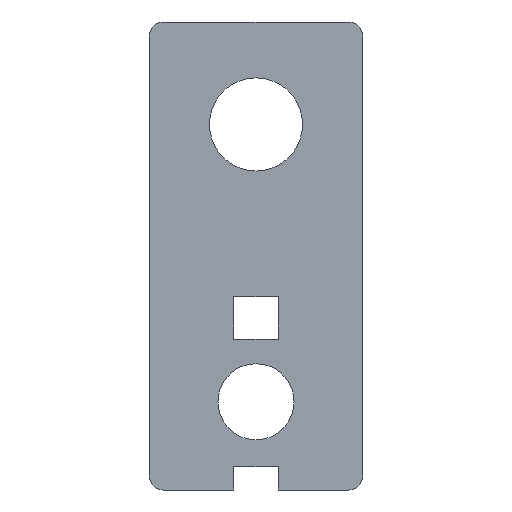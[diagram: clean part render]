
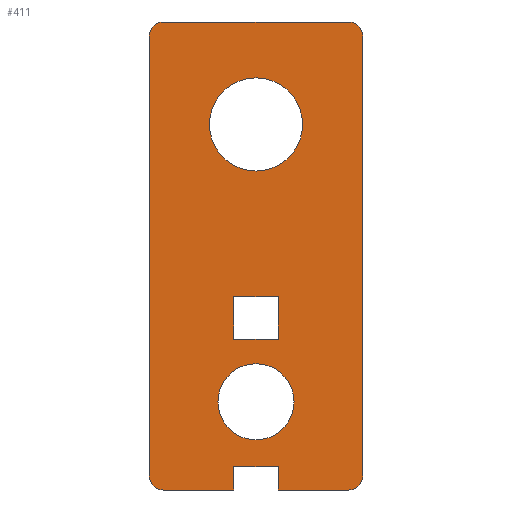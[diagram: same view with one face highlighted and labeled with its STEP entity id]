
A CAD part, left-side view. The second image highlights one B-rep face of the part: STEP entity #411.
In plain terms, the highlighted planar face has unit normal (-1, 0, 0).
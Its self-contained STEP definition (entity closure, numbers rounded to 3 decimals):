
#22=CARTESIAN_POINT('',(0.,-15.,-14.4));
#23=DIRECTION('',(-1.,0.,0.));
#24=DIRECTION('',(0.,0.,1.));
#25=AXIS2_PLACEMENT_3D('',#22,#23,#24);
#27=CARTESIAN_POINT('',(0.,-15.,-14.4));
#28=DIRECTION('',(-1.,0.,0.));
#29=DIRECTION('',(0.,0.,-1.));
#30=AXIS2_PLACEMENT_3D('',#27,#28,#29);
#32=CARTESIAN_POINT('',(0.,-15.,-53.4));
#33=DIRECTION('',(-1.,0.,0.));
#34=DIRECTION('',(0.,0.,1.));
#35=AXIS2_PLACEMENT_3D('',#32,#33,#34);
#37=CARTESIAN_POINT('',(0.,-15.,-53.4));
#38=DIRECTION('',(-1.,0.,0.));
#39=DIRECTION('',(0.,0.,-1.));
#40=AXIS2_PLACEMENT_3D('',#37,#38,#39);
#42=DIRECTION('',(0.,0.,1.));
#43=VECTOR('',#42,6.);
#44=CARTESIAN_POINT('',(0.,-18.1,-44.6));
#45=LINE('',#44,#43);
#46=DIRECTION('',(0.,1.,0.));
#47=VECTOR('',#46,6.2);
#48=CARTESIAN_POINT('',(0.,-18.1,-38.6));
#49=LINE('',#48,#47);
#50=DIRECTION('',(0.,0.,-1.));
#51=VECTOR('',#50,6.);
#52=CARTESIAN_POINT('',(0.,-11.9,-38.6));
#53=LINE('',#52,#51);
#54=DIRECTION('',(0.,-1.,0.));
#55=VECTOR('',#54,6.2);
#56=CARTESIAN_POINT('',(0.,-11.9,-44.6));
#57=LINE('',#56,#55);
#58=DIRECTION('',(0.,0.,1.));
#59=VECTOR('',#58,61.8);
#60=CARTESIAN_POINT('',(0.,0.,-63.8));
#61=LINE('',#60,#59);
#62=DIRECTION('',(0.,-1.,0.));
#63=VECTOR('',#62,26.);
#64=CARTESIAN_POINT('',(0.,-2.,0.));
#65=LINE('',#64,#63);
#66=DIRECTION('',(0.,0.,-1.));
#67=VECTOR('',#66,61.8);
#68=CARTESIAN_POINT('',(0.,-30.,-2.));
#69=LINE('',#68,#67);
#70=DIRECTION('',(0.,1.,0.));
#71=VECTOR('',#70,9.9);
#72=CARTESIAN_POINT('',(0.,-28.,-65.8));
#73=LINE('',#72,#71);
#74=DIRECTION('',(0.,0.,1.));
#75=VECTOR('',#74,3.3);
#76=CARTESIAN_POINT('',(0.,-18.1,-65.8));
#77=LINE('',#76,#75);
#78=DIRECTION('',(0.,1.,0.));
#79=VECTOR('',#78,6.2);
#80=CARTESIAN_POINT('',(0.,-18.1,-62.5));
#81=LINE('',#80,#79);
#82=DIRECTION('',(0.,0.,-1.));
#83=VECTOR('',#82,3.3);
#84=CARTESIAN_POINT('',(0.,-11.9,-62.5));
#85=LINE('',#84,#83);
#86=DIRECTION('',(0.,1.,0.));
#87=VECTOR('',#86,9.9);
#88=CARTESIAN_POINT('',(0.,-11.9,-65.8));
#89=LINE('',#88,#87);
#194=CARTESIAN_POINT('',(0.,-2.,-63.8));
#195=DIRECTION('',(-1.,0.,0.));
#196=DIRECTION('',(0.,1.,0.));
#197=AXIS2_PLACEMENT_3D('',#194,#195,#196);
#212=CARTESIAN_POINT('',(0.,-2.,-2.));
#213=DIRECTION('',(-1.,0.,0.));
#214=DIRECTION('',(0.,0.,1.));
#215=AXIS2_PLACEMENT_3D('',#212,#213,#214);
#230=CARTESIAN_POINT('',(0.,-28.,-2.));
#231=DIRECTION('',(-1.,0.,0.));
#232=DIRECTION('',(0.,-1.,0.));
#233=AXIS2_PLACEMENT_3D('',#230,#231,#232);
#248=CARTESIAN_POINT('',(0.,-28.,-63.8));
#249=DIRECTION('',(-1.,0.,0.));
#250=DIRECTION('',(0.,0.,-1.));
#251=AXIS2_PLACEMENT_3D('',#248,#249,#250);
#278=CARTESIAN_POINT('',(0.,-15.,-7.85));
#279=CARTESIAN_POINT('',(0.,-15.,-20.95));
#280=VERTEX_POINT('',#278);
#281=VERTEX_POINT('',#279);
#282=CARTESIAN_POINT('',(0.,-15.,-48.05));
#283=CARTESIAN_POINT('',(0.,-15.,-58.75));
#284=VERTEX_POINT('',#282);
#285=VERTEX_POINT('',#283);
#286=CARTESIAN_POINT('',(0.,-18.1,-65.8));
#287=CARTESIAN_POINT('',(0.,-18.1,-62.5));
#288=VERTEX_POINT('',#286);
#289=VERTEX_POINT('',#287);
#290=CARTESIAN_POINT('',(0.,-11.9,-62.5));
#291=VERTEX_POINT('',#290);
#292=CARTESIAN_POINT('',(0.,-11.9,-65.8));
#293=VERTEX_POINT('',#292);
#294=CARTESIAN_POINT('',(0.,-18.1,-44.6));
#295=CARTESIAN_POINT('',(0.,-18.1,-38.6));
#296=VERTEX_POINT('',#294);
#297=VERTEX_POINT('',#295);
#298=CARTESIAN_POINT('',(0.,-11.9,-38.6));
#299=VERTEX_POINT('',#298);
#300=CARTESIAN_POINT('',(0.,-11.9,-44.6));
#301=VERTEX_POINT('',#300);
#327=CARTESIAN_POINT('',(0.,0.,-63.8));
#329=VERTEX_POINT('',#327);
#330=CARTESIAN_POINT('',(0.,-2.,-65.8));
#331=VERTEX_POINT('',#330);
#335=CARTESIAN_POINT('',(0.,-28.,-65.8));
#337=VERTEX_POINT('',#335);
#338=CARTESIAN_POINT('',(0.,-30.,-63.8));
#339=VERTEX_POINT('',#338);
#343=CARTESIAN_POINT('',(0.,-30.,-2.));
#345=VERTEX_POINT('',#343);
#346=CARTESIAN_POINT('',(0.,-28.,0.));
#347=VERTEX_POINT('',#346);
#351=CARTESIAN_POINT('',(0.,-2.,0.));
#353=VERTEX_POINT('',#351);
#354=CARTESIAN_POINT('',(0.,0.,-2.));
#355=VERTEX_POINT('',#354);
#358=CARTESIAN_POINT('',(0.,0.,0.));
#359=DIRECTION('',(1.,0.,0.));
#360=DIRECTION('',(0.,0.,1.));
#361=AXIS2_PLACEMENT_3D('',#358,#359,#360);
#362=PLANE('',#361);
#364=ORIENTED_EDGE('',*,*,#363,.F.);
#366=ORIENTED_EDGE('',*,*,#365,.T.);
#368=ORIENTED_EDGE('',*,*,#367,.F.);
#370=ORIENTED_EDGE('',*,*,#369,.T.);
#372=ORIENTED_EDGE('',*,*,#371,.F.);
#374=ORIENTED_EDGE('',*,*,#373,.T.);
#376=ORIENTED_EDGE('',*,*,#375,.F.);
#378=ORIENTED_EDGE('',*,*,#377,.T.);
#380=ORIENTED_EDGE('',*,*,#379,.T.);
#382=ORIENTED_EDGE('',*,*,#381,.T.);
#384=ORIENTED_EDGE('',*,*,#383,.T.);
#386=ORIENTED_EDGE('',*,*,#385,.T.);
#387=EDGE_LOOP('',(#364,#366,#368,#370,#372,#374,#376,#378,#380,#382,#384,
#386));
#388=FACE_OUTER_BOUND('',#387,.F.);
#390=ORIENTED_EDGE('',*,*,#389,.T.);
#392=ORIENTED_EDGE('',*,*,#391,.T.);
#393=EDGE_LOOP('',(#390,#392));
#394=FACE_BOUND('',#393,.F.);
#396=ORIENTED_EDGE('',*,*,#395,.T.);
#398=ORIENTED_EDGE('',*,*,#397,.T.);
#400=ORIENTED_EDGE('',*,*,#399,.T.);
#402=ORIENTED_EDGE('',*,*,#401,.T.);
#403=EDGE_LOOP('',(#396,#398,#400,#402));
#404=FACE_BOUND('',#403,.F.);
#406=ORIENTED_EDGE('',*,*,#405,.T.);
#408=ORIENTED_EDGE('',*,*,#407,.T.);
#409=EDGE_LOOP('',(#406,#408));
#410=FACE_BOUND('',#409,.F.);
#411=ADVANCED_FACE('',(#388,#394,#404,#410),#362,.F.);
#26=CIRCLE('',#25,6.55);
#31=CIRCLE('',#30,6.55);
#36=CIRCLE('',#35,5.35);
#41=CIRCLE('',#40,5.35);
#198=CIRCLE('',#197,2.);
#216=CIRCLE('',#215,2.);
#234=CIRCLE('',#233,2.);
#252=CIRCLE('',#251,2.);
#363=EDGE_CURVE('',#329,#331,#198,.T.);
#365=EDGE_CURVE('',#329,#355,#61,.T.);
#367=EDGE_CURVE('',#353,#355,#216,.T.);
#369=EDGE_CURVE('',#353,#347,#65,.T.);
#371=EDGE_CURVE('',#345,#347,#234,.T.);
#373=EDGE_CURVE('',#345,#339,#69,.T.);
#375=EDGE_CURVE('',#337,#339,#252,.T.);
#377=EDGE_CURVE('',#337,#288,#73,.T.);
#379=EDGE_CURVE('',#288,#289,#77,.T.);
#381=EDGE_CURVE('',#289,#291,#81,.T.);
#383=EDGE_CURVE('',#291,#293,#85,.T.);
#385=EDGE_CURVE('',#293,#331,#89,.T.);
#389=EDGE_CURVE('',#284,#285,#36,.T.);
#391=EDGE_CURVE('',#285,#284,#41,.T.);
#395=EDGE_CURVE('',#296,#297,#45,.T.);
#397=EDGE_CURVE('',#297,#299,#49,.T.);
#399=EDGE_CURVE('',#299,#301,#53,.T.);
#401=EDGE_CURVE('',#301,#296,#57,.T.);
#405=EDGE_CURVE('',#280,#281,#26,.T.);
#407=EDGE_CURVE('',#281,#280,#31,.T.);
